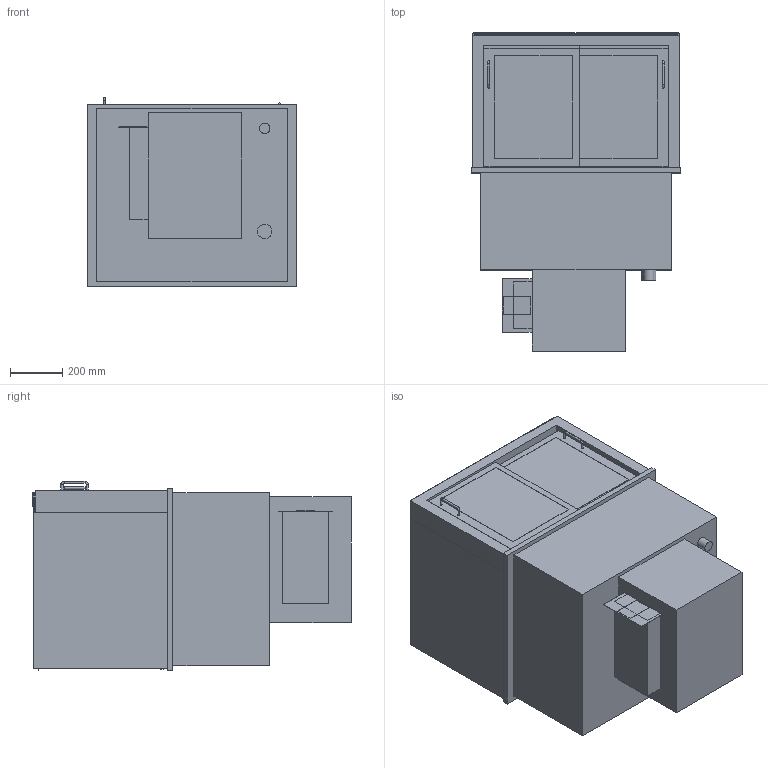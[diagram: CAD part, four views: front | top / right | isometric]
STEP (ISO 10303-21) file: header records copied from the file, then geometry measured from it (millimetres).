
FILE_DESCRIPTION(/* description */ ('vereinfachtes Modell'),/* implementation_level */ '2;1');
FILE_NAME(/* name */ '3D-AKE-00006273.stp',/* time_stamp */ '2025-01-13T09:44:52+01:00',/* author */ ('marina.schachner'),/* organization */ (''),/* preprocessor_version */ 'ST-DEVELOPER v20',/* originating_system */ 'Autodesk Inventor 2024',/* authorisation */ '');
FILE_SCHEMA (('AUTOMOTIVE_DESIGN { 1 0 10303 214 3 1 1 }'));
Length unit declared in the file: millimetre
Products named in the file (1): 3D-AKE-00059755
Bounding box: 800 x 1214 x 722 mm (x, y, z)
Volume: 147467430.4 mm3; surface area: 11697301.4 mm2
Topology: 36 solids, 36 shells, 324 faces, 746 edges, 496 vertices
Faces by surface type: plane 269, cylinder 51, torus 4
Full cylindrical faces by diameter (mm): 8 x6, 40 x1, 55 x1
Entity records: 9101 total; most frequent: CARTESIAN_POINT 1567, DIRECTION 1510, ORIENTED_EDGE 1492, EDGE_CURVE 746, LINE 632, VECTOR 632, VERTEX_POINT 496, AXIS2_PLACEMENT_3D 439
